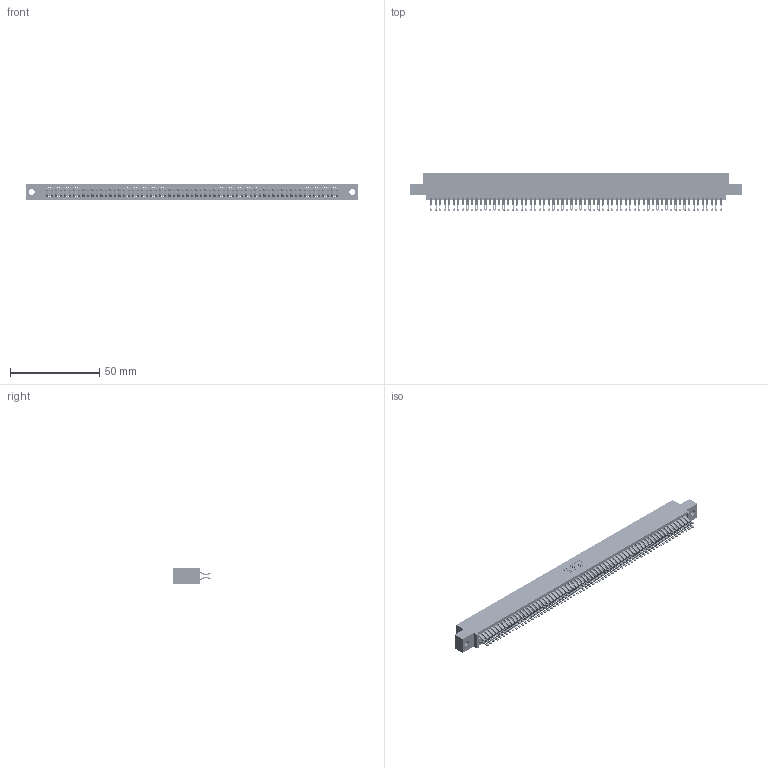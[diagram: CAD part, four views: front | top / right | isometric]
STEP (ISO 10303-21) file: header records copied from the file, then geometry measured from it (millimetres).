
FILE_DESCRIPTION (( 'STEP AP203' ), '1' );
FILE_NAME ('345-130-555-502.STEP', '2018-10-20T01:25:13', ( '' ), ( '' ), 'SwSTEP 2.0', 'SolidWorks 2016', '' );
FILE_SCHEMA (( 'CONFIG_CONTROL_DESIGN' ));
Length unit declared in the file: inch
Products named in the file (3): 345-292-001_555 Tail; 345-130-555-502; 345 Part_0.110 Offset - 0.128 Dia
Assembly tree (131 placements, depth 2):
  345-130-555-502
    345 Part_0.110 Offset - 0.128 Dia
    345-292-001_555 Tail  x130
Bounding box: 186.31 x 21.13 x 9.4 mm (x, y, z)
Volume: 18578.8 mm3; surface area: 29039.6 mm2
Topology: 131 solids, 131 shells, 7410 faces, 23363 edges, 15574 vertices
Faces by surface type: plane 4114, cylinder 3296
Entity records: 48365 total; most frequent: CARTESIAN_POINT 8122, ORIENTED_EDGE 8026, DIRECTION 7101, EDGE_CURVE 4013, VECTOR 3601, LINE 3601, VERTEX_POINT 2674, AXIS2_PLACEMENT_3D 1750
